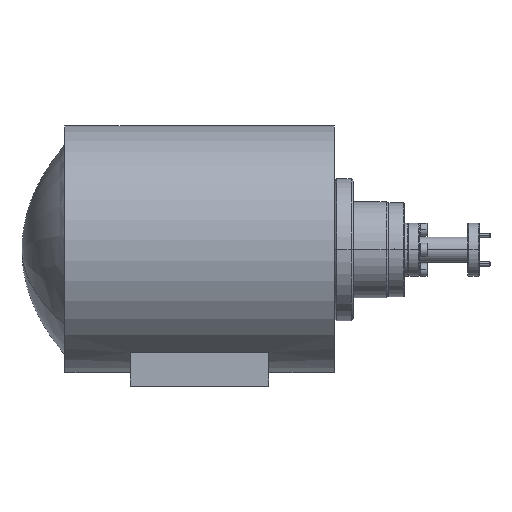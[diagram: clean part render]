
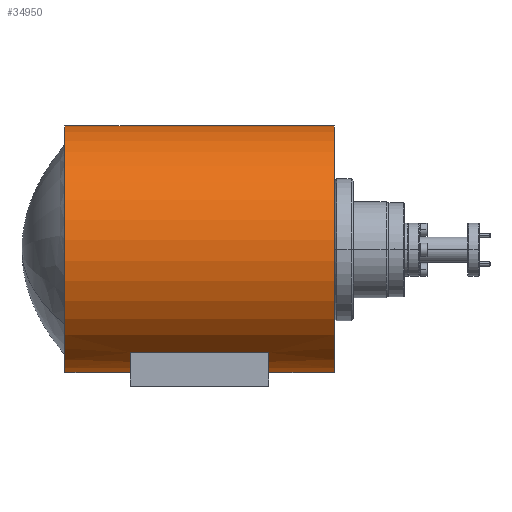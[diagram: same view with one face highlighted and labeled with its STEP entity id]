
A CAD part, top view. The second image highlights one B-rep face of the part: STEP entity #34950.
In plain terms, the highlighted cylindrical face has radius 44.45 mm (diameter 88.9 mm), a partial arc.
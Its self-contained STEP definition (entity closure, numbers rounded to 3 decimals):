
#337 = VERTEX_POINT ( 'NONE', #38363 ) ;
#689 = VERTEX_POINT ( 'NONE', #1618 ) ;
#1090 = AXIS2_PLACEMENT_3D ( 'NONE', #41208, #38342, #10665 ) ;
#1618 = CARTESIAN_POINT ( 'NONE',  ( 49.53, 4.908, 6.701 ) ) ;
#1742 = CARTESIAN_POINT ( 'NONE',  ( 0., 48.85, 0. ) ) ;
#2330 = ORIENTED_EDGE ( 'NONE', *, *, #39975, .F. ) ;
#3169 = AXIS2_PLACEMENT_3D ( 'NONE', #9054, #25497, #38936 ) ;
#4795 = EDGE_LOOP ( 'NONE', ( #40991, #30967, #38667, #2330, #17397, #27918, #22955, #12011 ) ) ;
#5545 = EDGE_CURVE ( 'NONE', #28890, #21847, #13156, .T. ) ;
#5733 = EDGE_CURVE ( 'NONE', #689, #21404, #27606, .T. ) ;
#6104 = CIRCLE ( 'NONE', #8919, 44.45 ) ;
#6492 = VERTEX_POINT ( 'NONE', #7344 ) ;
#7344 = CARTESIAN_POINT ( 'NONE',  ( -23.495, 93.3, 0. ) ) ;
#7491 = FACE_OUTER_BOUND ( 'NONE', #4795, .T. ) ;
#7744 = VECTOR ( 'NONE', #14725, 1000. ) ;
#7982 = EDGE_CURVE ( 'NONE', #6492, #337, #41330, .T. ) ;
#8919 = AXIS2_PLACEMENT_3D ( 'NONE', #1742, #34687, #38640 ) ;
#9054 = CARTESIAN_POINT ( 'NONE',  ( 49.53, 48.85, 0. ) ) ;
#10650 = DIRECTION ( 'NONE',  ( 1., 0., 0. ) ) ;
#10665 = DIRECTION ( 'NONE',  ( 0., -1., 0. ) ) ;
#10702 = EDGE_CURVE ( 'NONE', #337, #21404, #16894, .T. ) ;
#10757 = DIRECTION ( 'NONE',  ( 1., 0., 0. ) ) ;
#11329 = CARTESIAN_POINT ( 'NONE',  ( 73.025, 4.908, 6.701 ) ) ;
#12011 = ORIENTED_EDGE ( 'NONE', *, *, #10702, .F. ) ;
#12581 = LINE ( 'NONE', #25951, #15203 ) ;
#12611 = VERTEX_POINT ( 'NONE', #25135 ) ;
#13156 = LINE ( 'NONE', #34011, #38560 ) ;
#13868 = CARTESIAN_POINT ( 'NONE',  ( -26.035, 93.3, 0. ) ) ;
#14725 = DIRECTION ( 'NONE',  ( 1., 0., 0. ) ) ;
#14898 = CARTESIAN_POINT ( 'NONE',  ( 0., 11.938, 24.765 ) ) ;
#14960 = VERTEX_POINT ( 'NONE', #14898 ) ;
#15203 = VECTOR ( 'NONE', #32336, 1000. ) ;
#15515 = AXIS2_PLACEMENT_3D ( 'NONE', #36789, #10650, #40314 ) ;
#15613 = CARTESIAN_POINT ( 'NONE',  ( 0., 4.908, 6.701 ) ) ;
#16843 = EDGE_CURVE ( 'NONE', #12611, #14960, #12581, .T. ) ;
#16894 = CIRCLE ( 'NONE', #15515, 44.45 ) ;
#17397 = ORIENTED_EDGE ( 'NONE', *, *, #16843, .F. ) ;
#21404 = VERTEX_POINT ( 'NONE', #11329 ) ;
#21684 = CARTESIAN_POINT ( 'NONE',  ( -26.035, 4.908, 6.701 ) ) ;
#21847 = VERTEX_POINT ( 'NONE', #15613 ) ;
#21927 = EDGE_CURVE ( 'NONE', #12611, #689, #41072, .T. ) ;
#22403 = VECTOR ( 'NONE', #30914, 1000. ) ;
#22955 = ORIENTED_EDGE ( 'NONE', *, *, #5733, .T. ) ;
#23272 = AXIS2_PLACEMENT_3D ( 'NONE', #24557, #10757, #34258 ) ;
#24350 = CYLINDRICAL_SURFACE ( 'NONE', #23272, 44.45 ) ;
#24557 = CARTESIAN_POINT ( 'NONE',  ( -26.035, 48.85, 0. ) ) ;
#24870 = CIRCLE ( 'NONE', #1090, 44.45 ) ;
#25028 = CARTESIAN_POINT ( 'NONE',  ( -23.495, 4.908, 6.701 ) ) ;
#25135 = CARTESIAN_POINT ( 'NONE',  ( 49.53, 11.938, 24.765 ) ) ;
#25497 = DIRECTION ( 'NONE',  ( 1., 0., 0. ) ) ;
#25951 = CARTESIAN_POINT ( 'NONE',  ( -26.035, 11.938, 24.765 ) ) ;
#27606 = LINE ( 'NONE', #21684, #22403 ) ;
#27918 = ORIENTED_EDGE ( 'NONE', *, *, #21927, .T. ) ;
#28890 = VERTEX_POINT ( 'NONE', #25028 ) ;
#30914 = DIRECTION ( 'NONE',  ( 1., 0., 0. ) ) ;
#30967 = ORIENTED_EDGE ( 'NONE', *, *, #37002, .F. ) ;
#32336 = DIRECTION ( 'NONE',  ( -1., 0., 0. ) ) ;
#34011 = CARTESIAN_POINT ( 'NONE',  ( -26.035, 4.908, 6.701 ) ) ;
#34258 = DIRECTION ( 'NONE',  ( 0., 1., 0. ) ) ;
#34687 = DIRECTION ( 'NONE',  ( 1., 0., 0. ) ) ;
#34950 = ADVANCED_FACE ( 'NONE', ( #7491 ), #24350, .T. ) ;
#36450 = DIRECTION ( 'NONE',  ( 1., 0., 0. ) ) ;
#36789 = CARTESIAN_POINT ( 'NONE',  ( 73.025, 48.85, 0. ) ) ;
#37002 = EDGE_CURVE ( 'NONE', #28890, #6492, #24870, .T. ) ;
#38342 = DIRECTION ( 'NONE',  ( -1., 0., 0. ) ) ;
#38363 = CARTESIAN_POINT ( 'NONE',  ( 73.025, 93.3, 0. ) ) ;
#38560 = VECTOR ( 'NONE', #36450, 1000. ) ;
#38640 = DIRECTION ( 'NONE',  ( 0., 0., -1. ) ) ;
#38667 = ORIENTED_EDGE ( 'NONE', *, *, #5545, .T. ) ;
#38936 = DIRECTION ( 'NONE',  ( 0., 0., -1. ) ) ;
#39975 = EDGE_CURVE ( 'NONE', #14960, #21847, #6104, .T. ) ;
#40314 = DIRECTION ( 'NONE',  ( 0., 1., 0. ) ) ;
#40991 = ORIENTED_EDGE ( 'NONE', *, *, #7982, .F. ) ;
#41072 = CIRCLE ( 'NONE', #3169, 44.45 ) ;
#41208 = CARTESIAN_POINT ( 'NONE',  ( -23.495, 48.85, 0. ) ) ;
#41330 = LINE ( 'NONE', #13868, #7744 ) ;
